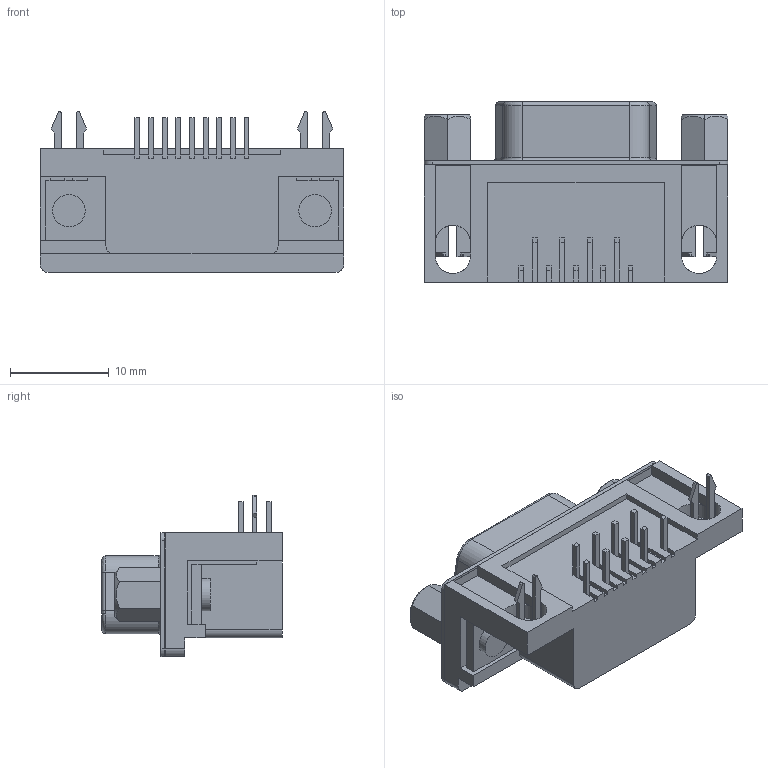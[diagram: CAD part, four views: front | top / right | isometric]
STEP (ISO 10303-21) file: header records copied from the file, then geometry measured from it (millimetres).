
FILE_DESCRIPTION (( 'STEP AP214' ), '1' );
FILE_NAME ('Part1.STEP', '2019-06-16T15:33:49', ( '' ), ( '' ), 'SwSTEP 2.0', 'SolidWorks 2016', '' );
FILE_SCHEMA (( 'AUTOMOTIVE_DESIGN' ));
Length unit declared in the file: metre
Products named in the file (1): Part1
Bounding box: 30.81 x 18.3 x 16.35 mm (x, y, z)
Volume: 3908.4 mm3; surface area: 3373.4 mm2
Topology: 3 solids, 5 shells, 398 faces, 1043 edges, 670 vertices
Faces by surface type: plane 282, cylinder 80, cone 26, bspline 10
Entity records: 12422 total; most frequent: CARTESIAN_POINT 2460, ORIENTED_EDGE 2086, DIRECTION 2009, EDGE_CURVE 1043, LINE 821, VECTOR 821, VERTEX_POINT 670, AXIS2_PLACEMENT_3D 594
